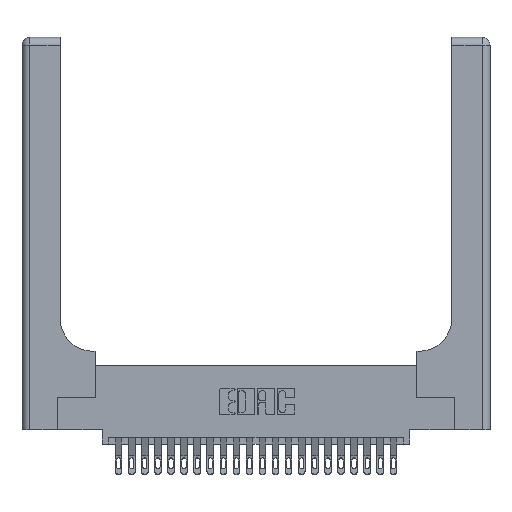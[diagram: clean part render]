
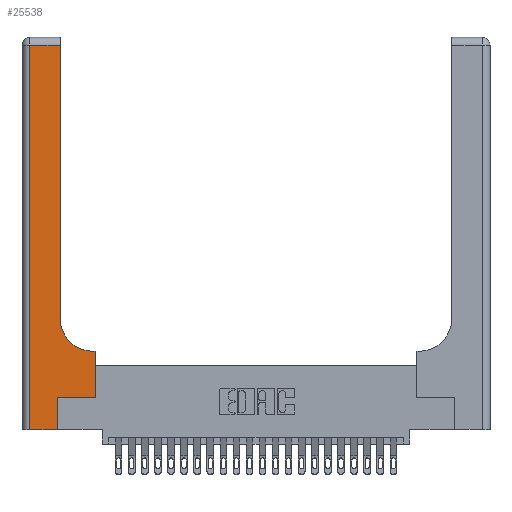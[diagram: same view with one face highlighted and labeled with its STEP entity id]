
A CAD part, top view. The second image highlights one B-rep face of the part: STEP entity #25538.
In plain terms, the highlighted planar face has unit normal (0, 0, 1).
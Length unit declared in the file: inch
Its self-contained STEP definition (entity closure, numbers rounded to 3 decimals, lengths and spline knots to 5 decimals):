
#170 = CARTESIAN_POINT ( 'NONE',  ( 0.2915, 0.6, 0.37 ) ) ;
#458 = EDGE_CURVE ( 'NONE', #20846, #19025, #22757, .T. ) ;
#541 = CARTESIAN_POINT ( 'NONE',  ( 0.5585, 0.6, 0.37 ) ) ;
#720 = VERTEX_POINT ( 'NONE', #17218 ) ;
#1016 = DIRECTION ( 'NONE',  ( 0., 1., 0. ) ) ;
#1084 = CARTESIAN_POINT ( 'NONE',  ( 0.5415, 0.6, 0.37 ) ) ;
#1120 = CARTESIAN_POINT ( 'NONE',  ( 0., 3., 0.37 ) ) ;
#2200 = DIRECTION ( 'NONE',  ( -1., 0., 0. ) ) ;
#2665 = EDGE_CURVE ( 'NONE', #7142, #16834, #7604, .T. ) ;
#3150 = LINE ( 'NONE', #170, #22290 ) ;
#3408 = EDGE_LOOP ( 'NONE', ( #5091, #20347, #24452, #23067, #11514, #19728, #19102, #4158, #4765 ) ) ;
#3592 = CARTESIAN_POINT ( 'NONE',  ( 0.269, 0.25, 0.37 ) ) ;
#3672 = DIRECTION ( 'NONE',  ( 1., 0., 0. ) ) ;
#3767 = DIRECTION ( 'NONE',  ( 1., 0., 0. ) ) ;
#4158 = ORIENTED_EDGE ( 'NONE', *, *, #16025, .T. ) ;
#4367 = CARTESIAN_POINT ( 'NONE',  ( 0.269, 0.25, 0.37 ) ) ;
#4765 = ORIENTED_EDGE ( 'NONE', *, *, #458, .T. ) ;
#5091 = ORIENTED_EDGE ( 'NONE', *, *, #20282, .T. ) ;
#5119 = PLANE ( 'NONE',  #16147 ) ;
#5240 = VECTOR ( 'NONE', #15217, 39.37008 ) ;
#5823 = VERTEX_POINT ( 'NONE', #18024 ) ;
#6145 = VECTOR ( 'NONE', #15339, 39.37008 ) ;
#6941 = CARTESIAN_POINT ( 'NONE',  ( 0.2915, 3., 0.37 ) ) ;
#7114 = DIRECTION ( 'NONE',  ( 0., 0., -1. ) ) ;
#7142 = VERTEX_POINT ( 'NONE', #4367 ) ;
#7294 = VECTOR ( 'NONE', #1016, 39.37008 ) ;
#7316 = VERTEX_POINT ( 'NONE', #12873 ) ;
#7548 = CARTESIAN_POINT ( 'NONE',  ( 0.06, 3., 0.37 ) ) ;
#7604 = LINE ( 'NONE', #3592, #17411 ) ;
#7896 = CARTESIAN_POINT ( 'NONE',  ( 0.5585, 0.25, 0.37 ) ) ;
#8945 = VECTOR ( 'NONE', #23821, 39.37008 ) ;
#10523 = CARTESIAN_POINT ( 'NONE',  ( 0.269, 0., 0.37 ) ) ;
#11019 = CARTESIAN_POINT ( 'NONE',  ( 0.5585, 0.25, 0.37 ) ) ;
#11384 = LINE ( 'NONE', #7548, #6145 ) ;
#11514 = ORIENTED_EDGE ( 'NONE', *, *, #24358, .T. ) ;
#11816 = DIRECTION ( 'NONE',  ( 0., 1., 0. ) ) ;
#12266 = CARTESIAN_POINT ( 'NONE',  ( 0.2915, 0.85, 0.37 ) ) ;
#12696 = EDGE_CURVE ( 'NONE', #7316, #720, #11384, .T. ) ;
#12873 = CARTESIAN_POINT ( 'NONE',  ( 0.06, 2.94, 0.37 ) ) ;
#13495 = LINE ( 'NONE', #21846, #8945 ) ;
#14131 = AXIS2_PLACEMENT_3D ( 'NONE', #22448, #22421, #22393 ) ;
#14339 = VERTEX_POINT ( 'NONE', #10523 ) ;
#14642 = LINE ( 'NONE', #15600, #23915 ) ;
#15217 = DIRECTION ( 'NONE',  ( 0., 1., 0. ) ) ;
#15339 = DIRECTION ( 'NONE',  ( 0., -1., 0. ) ) ;
#15600 = CARTESIAN_POINT ( 'NONE',  ( 0., 0., 0.37 ) ) ;
#15973 = FACE_OUTER_BOUND ( 'NONE', #3408, .T. ) ;
#16025 = EDGE_CURVE ( 'NONE', #20657, #20846, #3150, .T. ) ;
#16147 = AXIS2_PLACEMENT_3D ( 'NONE', #1120, #7114, #20879 ) ;
#16337 = LINE ( 'NONE', #19145, #5240 ) ;
#16834 = VERTEX_POINT ( 'NONE', #11019 ) ;
#17218 = CARTESIAN_POINT ( 'NONE',  ( 0.06, 0., 0.37 ) ) ;
#17411 = VECTOR ( 'NONE', #3672, 39.37008 ) ;
#18024 = CARTESIAN_POINT ( 'NONE',  ( 0.2915, 2.94, 0.37 ) ) ;
#19025 = VERTEX_POINT ( 'NONE', #12266 ) ;
#19102 = ORIENTED_EDGE ( 'NONE', *, *, #19926, .T. ) ;
#19145 = CARTESIAN_POINT ( 'NONE',  ( 0.269, 0., 0.37 ) ) ;
#19728 = ORIENTED_EDGE ( 'NONE', *, *, #2665, .T. ) ;
#19926 = EDGE_CURVE ( 'NONE', #16834, #20657, #20551, .T. ) ;
#20282 = EDGE_CURVE ( 'NONE', #19025, #5823, #22993, .T. ) ;
#20347 = ORIENTED_EDGE ( 'NONE', *, *, #25188, .T. ) ;
#20446 = EDGE_CURVE ( 'NONE', #720, #14339, #14642, .T. ) ;
#20551 = LINE ( 'NONE', #7896, #25168 ) ;
#20657 = VERTEX_POINT ( 'NONE', #541 ) ;
#20846 = VERTEX_POINT ( 'NONE', #1084 ) ;
#20879 = DIRECTION ( 'NONE',  ( -1., 0., 0. ) ) ;
#21846 = CARTESIAN_POINT ( 'NONE',  ( 0., 2.94, 0.37 ) ) ;
#22290 = VECTOR ( 'NONE', #2200, 39.37008 ) ;
#22393 = DIRECTION ( 'NONE',  ( 1., 0., 0. ) ) ;
#22421 = DIRECTION ( 'NONE',  ( 0., 0., -1. ) ) ;
#22448 = CARTESIAN_POINT ( 'NONE',  ( 0.5415, 0.85, 0.37 ) ) ;
#22757 = CIRCLE ( 'NONE', #14131, 0.25 ) ;
#22993 = LINE ( 'NONE', #6941, #7294 ) ;
#23067 = ORIENTED_EDGE ( 'NONE', *, *, #20446, .T. ) ;
#23821 = DIRECTION ( 'NONE',  ( -1., 0., 0. ) ) ;
#23915 = VECTOR ( 'NONE', #3767, 39.37008 ) ;
#24358 = EDGE_CURVE ( 'NONE', #14339, #7142, #16337, .T. ) ;
#24452 = ORIENTED_EDGE ( 'NONE', *, *, #12696, .T. ) ;
#25168 = VECTOR ( 'NONE', #11816, 39.37008 ) ;
#25188 = EDGE_CURVE ( 'NONE', #5823, #7316, #13495, .T. ) ;
#25538 = ADVANCED_FACE ( 'NONE', ( #15973 ), #5119, .F. ) ;
